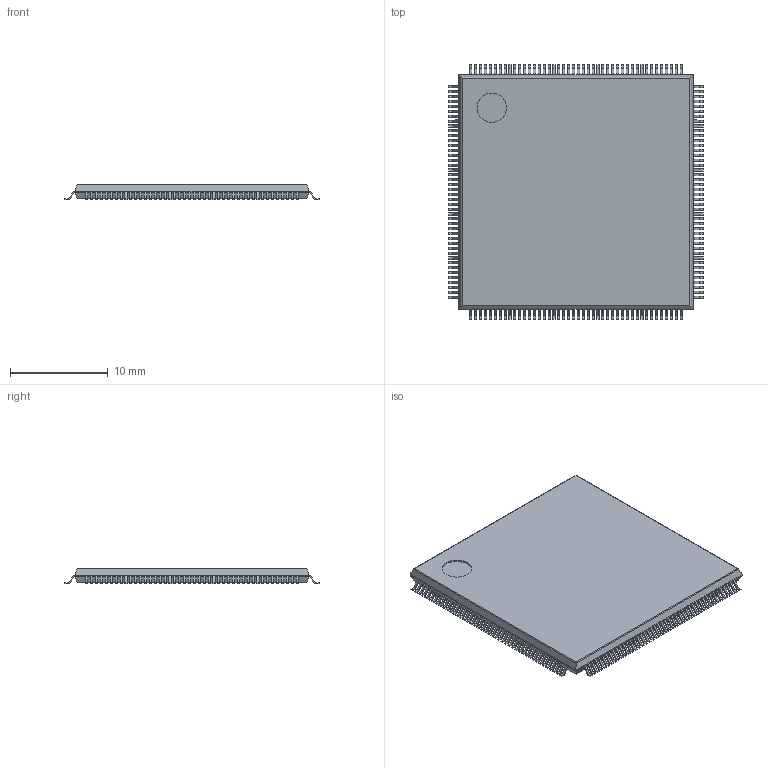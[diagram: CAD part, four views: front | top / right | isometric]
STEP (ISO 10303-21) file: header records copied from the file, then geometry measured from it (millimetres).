
FILE_DESCRIPTION(('FreeCAD Model'),'2;1');
FILE_NAME('222482.4.1.stp','2020-12-21T05:17:26',( 'Author'),(''),'Open CASCADE STEP processor 6.9','FreeCAD','Unknown' );
FILE_SCHEMA(('AUTOMOTIVE_DESIGN { 1 0 10303 214 1 1 1 1 }'));
Length unit declared in the file: millimetre
Products named in the file (4): ASSEMBLY; Body; PinsArrayLR; PinsArrayTB
Assembly tree (3 placements, depth 2):
  ASSEMBLY
    Body
    PinsArrayLR
    PinsArrayTB
Bounding box: 26 x 26 x 1.6 mm (x, y, z)
Volume: 850.2 mm3; surface area: 1419.4 mm2
Topology: 177 solids, 177 shells, 2312 faces, 5855 edges, 3898 vertices
Faces by surface type: plane 1775, cylinder 537
Full cylindrical faces by diameter (mm): 3 x1
Entity records: 147810 total; most frequent: CARTESIAN_POINT 27427, DIRECTION 22367, LINE 15073, VECTOR 15073, ORIENTED_EDGE 11710, PCURVE 11710, DEFINITIONAL_REPRESENTATION 11710, EDGE_CURVE 5855
